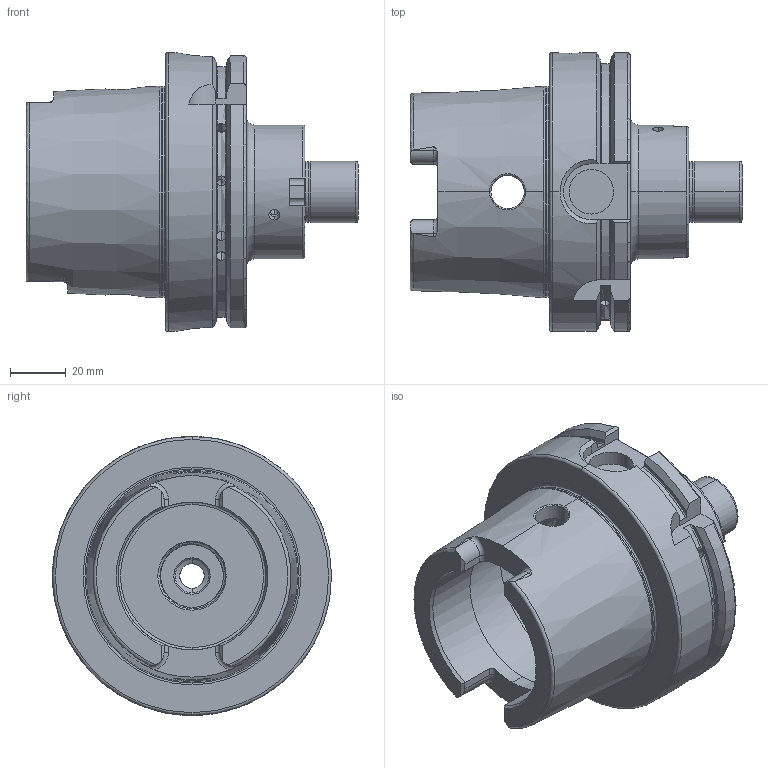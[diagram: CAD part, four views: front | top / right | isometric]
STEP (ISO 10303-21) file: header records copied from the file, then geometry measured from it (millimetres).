
FILE_DESCRIPTION (( 'STEP AP203' ), '1' );
FILE_NAME ('A100.11.22.STEP', '2016-10-18T06:16:57', ( '' ), ( '' ), 'SwSTEP 2.0', 'SolidWorks 2012', '' );
FILE_SCHEMA (( 'CONFIG_CONTROL_DESIGN' ));
Length unit declared in the file: millimetre
Products named in the file (1): A100.11.22
Bounding box: 119 x 100 x 100 mm (x, y, z)
Volume: 291913.6 mm3; surface area: 58563.2 mm2
Topology: 1 solids, 1 shells, 321 faces, 878 edges, 547 vertices
Faces by surface type: cylinder 152, plane 58, cone 55, torus 42, bspline 14
Entity records: 22975 total; most frequent: CARTESIAN_POINT 15494, ORIENTED_EDGE 1720, DIRECTION 1397, EDGE_CURVE 860, AXIS2_PLACEMENT_3D 558, VERTEX_POINT 547, EDGE_LOOP 341, ADVANCED_FACE 321
